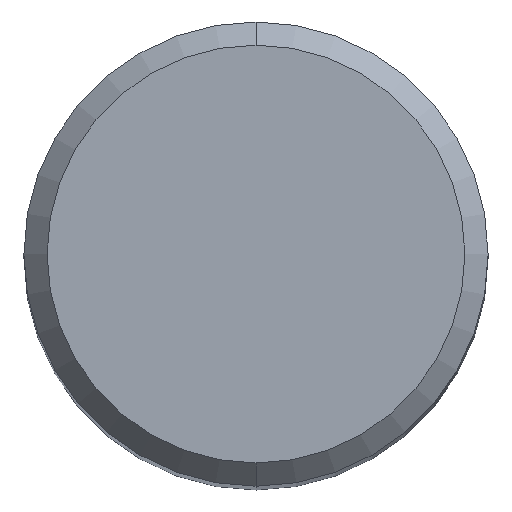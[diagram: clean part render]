
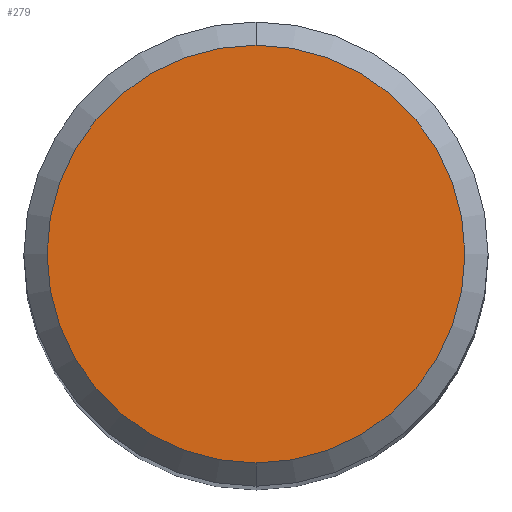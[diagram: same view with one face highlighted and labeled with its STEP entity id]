
A CAD part, top view. The second image highlights one B-rep face of the part: STEP entity #279.
In plain terms, the highlighted planar face has unit normal (0, 0, 1).
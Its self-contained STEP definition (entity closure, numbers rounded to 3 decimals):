
#233=VERTEX_POINT('',#545);
#249=EDGE_CURVE('',#233,#415,#565,.T.);
#279=ADVANCED_FACE('',(#597),#598,.T.);
#379=EDGE_CURVE('',#415,#233,#710,.T.);
#415=VERTEX_POINT('',#750);
#545=CARTESIAN_POINT('',(0.0,3.6,0.0));
#565=CIRCLE('',#981,3.6);
#597=FACE_OUTER_BOUND('',#1024,.T.);
#598=PLANE('',#1025);
#710=CIRCLE('',#1258,3.6);
#750=CARTESIAN_POINT('',(0.,-3.6,0.0));
#981=AXIS2_PLACEMENT_3D('',#1545,#1546,#1547);
#1024=EDGE_LOOP('',(#1578,#1579));
#1025=AXIS2_PLACEMENT_3D('',#1580,#1581,#1582);
#1258=AXIS2_PLACEMENT_3D('',#1727,#1728,#1729);
#1545=CARTESIAN_POINT('',(0.0,0.0,0.0));
#1546=DIRECTION('',(0.0,0.0,-1.0));
#1547=DIRECTION('',(0.0,1.0,0.0));
#1578=ORIENTED_EDGE('',*,*,#249,.F.);
#1579=ORIENTED_EDGE('',*,*,#379,.F.);
#1580=CARTESIAN_POINT('',(0.0,1.8,0.0));
#1581=DIRECTION('',(-0.0,0.0,1.0));
#1582=DIRECTION('',(0.0,-1.0,0.0));
#1727=CARTESIAN_POINT('',(0.0,0.0,0.0));
#1728=DIRECTION('',(0.0,0.0,-1.0));
#1729=DIRECTION('',(0.0,1.0,0.0));
